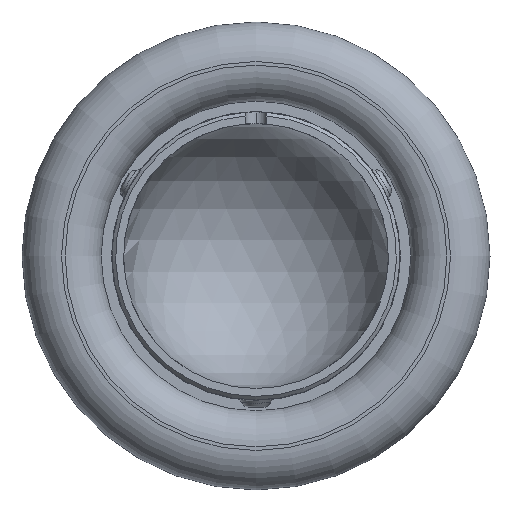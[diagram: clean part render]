
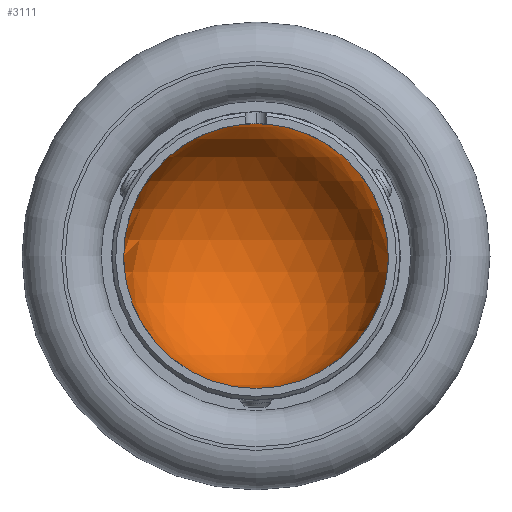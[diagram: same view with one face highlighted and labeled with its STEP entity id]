
A CAD part, front view. The second image highlights one B-rep face of the part: STEP entity #3111.
In plain terms, the highlighted spherical face has radius 18.4 mm.
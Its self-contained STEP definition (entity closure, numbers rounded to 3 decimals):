
#1063 = AXIS2_PLACEMENT_3D ( 'NONE', #6516, #5318, #7507 ) ;
#1101 = DIRECTION ( 'NONE',  ( -1., 0., 0. ) ) ;
#2182 = AXIS2_PLACEMENT_3D ( 'NONE', #11363, #6868, #1101 ) ;
#3111 = ADVANCED_FACE ( 'NONE', ( #5138 ), #9759, .F. ) ;
#4555 = EDGE_LOOP ( 'NONE', ( #14306 ) ) ;
#5138 = FACE_OUTER_BOUND ( 'NONE', #4555, .T. ) ;
#5318 = DIRECTION ( 'NONE',  ( 0., -1., 0. ) ) ;
#6393 = CIRCLE ( 'NONE', #1063, 18.4 ) ;
#6516 = CARTESIAN_POINT ( 'NONE',  ( 0., 48.6, 0. ) ) ;
#6868 = DIRECTION ( 'NONE',  ( 0., 0., -1. ) ) ;
#7507 = DIRECTION ( 'NONE',  ( 0., 0., -1. ) ) ;
#8326 = VERTEX_POINT ( 'NONE', #9183 ) ;
#9183 = CARTESIAN_POINT ( 'NONE',  ( 0., 48.6, -18.4 ) ) ;
#9759 = SPHERICAL_SURFACE ( 'NONE', #2182, 18.4 ) ;
#11363 = CARTESIAN_POINT ( 'NONE',  ( 0., 48.6, 0. ) ) ;
#13427 = EDGE_CURVE ( 'NONE', #8326, #8326, #6393, .T. ) ;
#14306 = ORIENTED_EDGE ( 'NONE', *, *, #13427, .T. ) ;
